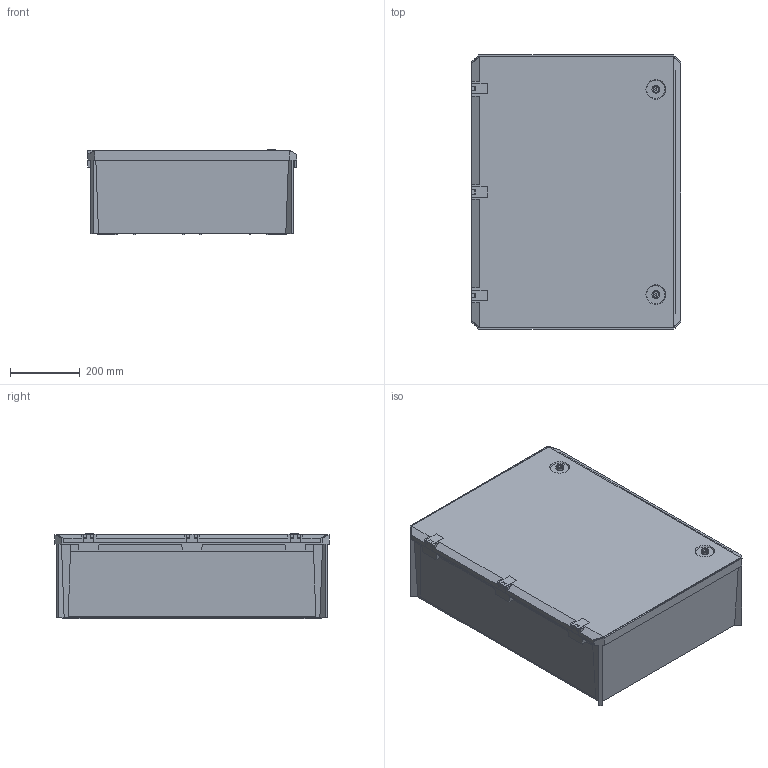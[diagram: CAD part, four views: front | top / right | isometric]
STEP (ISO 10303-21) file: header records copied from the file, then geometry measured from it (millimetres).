
FILE_DESCRIPTION (( 'STEP AP214' ), '1' );
FILE_NAME ('MKP21-N-060-080-25-65.STEP', '2025-02-10T10:48:12', ( '' ), ( '' ), 'SwSTEP 2.0', 'SolidWorks 2022', '' );
FILE_SCHEMA (( 'AUTOMOTIVE_DESIGN' ));
Length unit declared in the file: millimetre
Products named in the file (6): ШРК60х80х259; ШРК60х80х2527; ШРК60х80х2541; ШРК60х80х2534; ШРК60х80х2538; MKP21-N-060-080-25-65
Assembly tree (10 placements, depth 2):
  MKP21-N-060-080-25-65
    ШРК60х80х259
    ШРК60х80х2527
    ШРК60х80х2534  x3
    ШРК60х80х2538  x3
    ШРК60х80х2541  x2
Bounding box: 600.99 x 790 x 245 mm (x, y, z)
Volume: 7732736.8 mm3; surface area: 3266727.2 mm2
Topology: 10 solids, 10 shells, 396 faces, 1035 edges, 686 vertices
Faces by surface type: plane 354, cylinder 28, cone 8, bspline 6
Entity records: 10967 total; most frequent: CARTESIAN_POINT 1967, ORIENTED_EDGE 1768, DIRECTION 1605, EDGE_CURVE 884, VECTOR 807, LINE 807, VERTEX_POINT 587, AXIS2_PLACEMENT_3D 399
